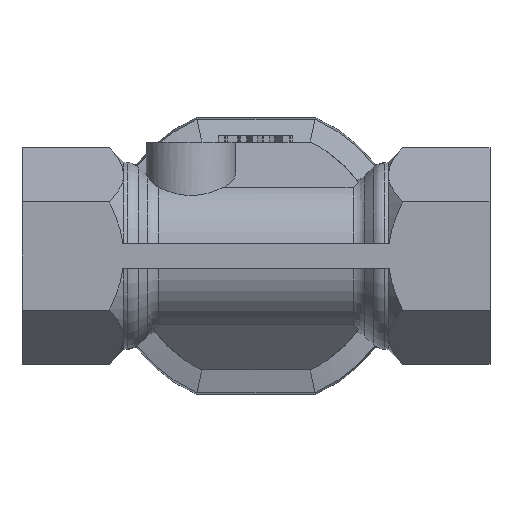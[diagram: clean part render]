
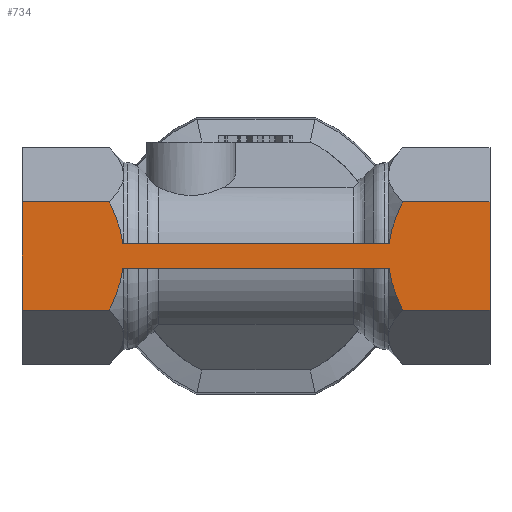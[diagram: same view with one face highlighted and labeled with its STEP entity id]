
A CAD part, front view. The second image highlights one B-rep face of the part: STEP entity #734.
In plain terms, the highlighted planar face has unit normal (0, -1, 0).
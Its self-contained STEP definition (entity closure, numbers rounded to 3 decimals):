
#41 = CARTESIAN_POINT ( 'NONE',  ( 32.695, -23., 3. ) ) ;
#52 = CARTESIAN_POINT ( 'NONE',  ( 36.058, -23., -13.279 ) ) ;
#153 = EDGE_LOOP ( 'NONE', ( #6737, #6738, #6739, #6740, #6741, #6742, #6743, #6744, #6745, #6746, #6747, #6748 ) ) ;
#461 = VERTEX_POINT ( 'NONE', #2733 ) ;
#464 = VERTEX_POINT ( 'NONE', #2720 ) ;
#489 = VERTEX_POINT ( 'NONE', #41 ) ;
#492 = VERTEX_POINT ( 'NONE', #52 ) ;
#506 = VERTEX_POINT ( 'NONE', #2642 ) ;
#512 = VERTEX_POINT ( 'NONE', #8324 ) ;
#549 = VERTEX_POINT ( 'NONE', #7478 ) ;
#557 = VERTEX_POINT ( 'NONE', #7486 ) ;
#565 = VERTEX_POINT ( 'NONE', #7494 ) ;
#734 = ADVANCED_FACE ( 'NONE', ( #2057 ), #1781, .T. ) ;
#857 = B_SPLINE_CURVE_WITH_KNOTS ( 'NONE', 3,
 ( #3024, #3023, #3036, #3037, #3038, #3039, #3040, #3041 ),
 .UNSPECIFIED., .F., .F.,
 ( 4, 2, 2, 4 ),
 ( 0.012, 0.017, 0.02, 0.022 ),
 .UNSPECIFIED. ) ;
#866 = B_SPLINE_CURVE_WITH_KNOTS ( 'NONE', 3,
 ( #3122, #3110, #3125, #3126, #3127, #3128, #3129, #3130 ),
 .UNSPECIFIED., .F., .F.,
 ( 4, 2, 2, 4 ),
 ( 0.012, 0.017, 0.02, 0.022 ),
 .UNSPECIFIED. ) ;
#867 = B_SPLINE_CURVE_WITH_KNOTS ( 'NONE', 3,
 ( #3132, #3109, #3135, #3136, #3137, #3138, #3139, #3140 ),
 .UNSPECIFIED., .F., .F.,
 ( 4, 2, 2, 4 ),
 ( 0.012, 0.017, 0.02, 0.022 ),
 .UNSPECIFIED. ) ;
#868 = B_SPLINE_CURVE_WITH_KNOTS ( 'NONE', 3,
 ( #3147, #3144, #3149, #3150, #3151, #3152, #3153, #3154 ),
 .UNSPECIFIED., .F., .F.,
 ( 4, 2, 2, 4 ),
 ( 0.012, 0.017, 0.02, 0.022 ),
 .UNSPECIFIED. ) ;
#1767 = CARTESIAN_POINT ( 'NONE',  ( 32.5, -23., 0. ) ) ;
#1781 = PLANE ( 'NONE',  #7401 ) ;
#1785 = DIRECTION ( 'NONE',  ( 0., -1., 0. ) ) ;
#1787 = DIRECTION ( 'NONE',  ( 0., 0., -1. ) ) ;
#2057 = FACE_OUTER_BOUND ( 'NONE', #153, .T. ) ;
#2642 = CARTESIAN_POINT ( 'NONE',  ( -57.5, -23., 13.279 ) ) ;
#2648 = VERTEX_POINT ( 'NONE', #8108 ) ;
#2649 = VERTEX_POINT ( 'NONE', #8105 ) ;
#2652 = VERTEX_POINT ( 'NONE', #8112 ) ;
#2720 = CARTESIAN_POINT ( 'NONE',  ( 36.058, -23., 13.279 ) ) ;
#2733 = CARTESIAN_POINT ( 'NONE',  ( -57.5, -23., -13.279 ) ) ;
#3023 = CARTESIAN_POINT ( 'NONE',  ( 32.928, -23., -4.8 ) ) ;
#3024 = CARTESIAN_POINT ( 'NONE',  ( 32.695, -23., -3. ) ) ;
#3036 = CARTESIAN_POINT ( 'NONE',  ( 33.36, -23., -6.549 ) ) ;
#3037 = CARTESIAN_POINT ( 'NONE',  ( 34.228, -23., -9.116 ) ) ;
#3038 = CARTESIAN_POINT ( 'NONE',  ( 34.554, -23., -9.963 ) ) ;
#3039 = CARTESIAN_POINT ( 'NONE',  ( 35.267, -23., -11.641 ) ) ;
#3040 = CARTESIAN_POINT ( 'NONE',  ( 35.653, -23., -12.468 ) ) ;
#3041 = CARTESIAN_POINT ( 'NONE',  ( 36.058, -23., -13.279 ) ) ;
#3068 = CARTESIAN_POINT ( 'NONE',  ( 32.5, -23., -13.279 ) ) ;
#3080 = DIRECTION ( 'NONE',  ( 1., 0., 0. ) ) ;
#3109 = CARTESIAN_POINT ( 'NONE',  ( -32.928, -23., 4.8 ) ) ;
#3110 = CARTESIAN_POINT ( 'NONE',  ( 32.928, -23., 4.8 ) ) ;
#3117 = CARTESIAN_POINT ( 'NONE',  ( 40., -23., -3. ) ) ;
#3118 = DIRECTION ( 'NONE',  ( 1., 0., 0. ) ) ;
#3119 = CARTESIAN_POINT ( 'NONE',  ( 57.5, -23., 0. ) ) ;
#3120 = DIRECTION ( 'NONE',  ( 0., 0., -1. ) ) ;
#3121 = CARTESIAN_POINT ( 'NONE',  ( 32.5, -23., 13.279 ) ) ;
#3122 = CARTESIAN_POINT ( 'NONE',  ( 32.695, -23., 3. ) ) ;
#3123 = DIRECTION ( 'NONE',  ( 1., 0., 0. ) ) ;
#3124 = CARTESIAN_POINT ( 'NONE',  ( 40., -23., 3. ) ) ;
#3125 = CARTESIAN_POINT ( 'NONE',  ( 33.36, -23., 6.549 ) ) ;
#3126 = CARTESIAN_POINT ( 'NONE',  ( 34.228, -23., 9.116 ) ) ;
#3127 = CARTESIAN_POINT ( 'NONE',  ( 34.554, -23., 9.963 ) ) ;
#3128 = CARTESIAN_POINT ( 'NONE',  ( 35.267, -23., 11.641 ) ) ;
#3129 = CARTESIAN_POINT ( 'NONE',  ( 35.653, -23., 12.468 ) ) ;
#3130 = CARTESIAN_POINT ( 'NONE',  ( 36.058, -23., 13.279 ) ) ;
#3131 = DIRECTION ( 'NONE',  ( 1., 0., 0. ) ) ;
#3132 = CARTESIAN_POINT ( 'NONE',  ( -32.695, -23., 3. ) ) ;
#3134 = CARTESIAN_POINT ( 'NONE',  ( -32.5, -23., -13.279 ) ) ;
#3135 = CARTESIAN_POINT ( 'NONE',  ( -33.36, -23., 6.549 ) ) ;
#3136 = CARTESIAN_POINT ( 'NONE',  ( -34.228, -23., 9.116 ) ) ;
#3137 = CARTESIAN_POINT ( 'NONE',  ( -34.554, -23., 9.963 ) ) ;
#3138 = CARTESIAN_POINT ( 'NONE',  ( -35.267, -23., 11.641 ) ) ;
#3139 = CARTESIAN_POINT ( 'NONE',  ( -35.653, -23., 12.468 ) ) ;
#3140 = CARTESIAN_POINT ( 'NONE',  ( -36.058, -23., 13.279 ) ) ;
#3141 = CARTESIAN_POINT ( 'NONE',  ( -32.5, -23., 13.279 ) ) ;
#3142 = DIRECTION ( 'NONE',  ( -1., 0., 0. ) ) ;
#3143 = CARTESIAN_POINT ( 'NONE',  ( -57.5, -23., 0. ) ) ;
#3144 = CARTESIAN_POINT ( 'NONE',  ( -32.928, -23., -4.8 ) ) ;
#3145 = DIRECTION ( 'NONE',  ( 0., 0., 1. ) ) ;
#3146 = DIRECTION ( 'NONE',  ( -1., 0., 0. ) ) ;
#3147 = CARTESIAN_POINT ( 'NONE',  ( -32.695, -23., -3. ) ) ;
#3149 = CARTESIAN_POINT ( 'NONE',  ( -33.36, -23., -6.549 ) ) ;
#3150 = CARTESIAN_POINT ( 'NONE',  ( -34.228, -23., -9.116 ) ) ;
#3151 = CARTESIAN_POINT ( 'NONE',  ( -34.554, -23., -9.963 ) ) ;
#3152 = CARTESIAN_POINT ( 'NONE',  ( -35.267, -23., -11.641 ) ) ;
#3153 = CARTESIAN_POINT ( 'NONE',  ( -35.653, -23., -12.468 ) ) ;
#3154 = CARTESIAN_POINT ( 'NONE',  ( -36.058, -23., -13.279 ) ) ;
#3357 = LINE ( 'NONE', #3068, #3362 ) ;
#3362 = VECTOR ( 'NONE', #3080, 1000. ) ;
#3371 = LINE ( 'NONE', #3134, #3388 ) ;
#3373 = LINE ( 'NONE', #3119, #3378 ) ;
#3375 = LINE ( 'NONE', #3117, #3376 ) ;
#3376 = VECTOR ( 'NONE', #3118, 1000. ) ;
#3377 = LINE ( 'NONE', #3121, #3380 ) ;
#3378 = VECTOR ( 'NONE', #3120, 1000. ) ;
#3379 = LINE ( 'NONE', #3124, #3382 ) ;
#3380 = VECTOR ( 'NONE', #3123, 1000. ) ;
#3381 = LINE ( 'NONE', #3143, #3386 ) ;
#3382 = VECTOR ( 'NONE', #3131, 1000. ) ;
#3383 = LINE ( 'NONE', #3141, #3384 ) ;
#3384 = VECTOR ( 'NONE', #3142, 1000. ) ;
#3386 = VECTOR ( 'NONE', #3145, 1000. ) ;
#3388 = VECTOR ( 'NONE', #3146, 1000. ) ;
#6737 = ORIENTED_EDGE ( 'NONE', *, *, #6813, .T. ) ;
#6738 = ORIENTED_EDGE ( 'NONE', *, *, #6795, .T. ) ;
#6739 = ORIENTED_EDGE ( 'NONE', *, *, #6803, .T. ) ;
#6740 = ORIENTED_EDGE ( 'NONE', *, *, #6814, .F. ) ;
#6741 = ORIENTED_EDGE ( 'NONE', *, *, #6815, .F. ) ;
#6742 = ORIENTED_EDGE ( 'NONE', *, *, #6816, .F. ) ;
#6743 = ORIENTED_EDGE ( 'NONE', *, *, #6817, .F. ) ;
#6744 = ORIENTED_EDGE ( 'NONE', *, *, #6818, .T. ) ;
#6745 = ORIENTED_EDGE ( 'NONE', *, *, #6819, .T. ) ;
#6746 = ORIENTED_EDGE ( 'NONE', *, *, #6820, .F. ) ;
#6747 = ORIENTED_EDGE ( 'NONE', *, *, #6821, .F. ) ;
#6748 = ORIENTED_EDGE ( 'NONE', *, *, #6822, .F. ) ;
#6795 = EDGE_CURVE ( 'NONE', #557, #492, #857, .T. ) ;
#6803 = EDGE_CURVE ( 'NONE', #492, #565, #3357, .T. ) ;
#6813 = EDGE_CURVE ( 'NONE', #2652, #557, #3375, .T. ) ;
#6814 = EDGE_CURVE ( 'NONE', #549, #565, #3373, .T. ) ;
#6815 = EDGE_CURVE ( 'NONE', #464, #549, #3377, .T. ) ;
#6816 = EDGE_CURVE ( 'NONE', #489, #464, #866, .T. ) ;
#6817 = EDGE_CURVE ( 'NONE', #2649, #489, #3379, .T. ) ;
#6818 = EDGE_CURVE ( 'NONE', #2649, #512, #867, .T. ) ;
#6819 = EDGE_CURVE ( 'NONE', #512, #506, #3383, .T. ) ;
#6820 = EDGE_CURVE ( 'NONE', #461, #506, #3381, .T. ) ;
#6821 = EDGE_CURVE ( 'NONE', #2648, #461, #3371, .T. ) ;
#6822 = EDGE_CURVE ( 'NONE', #2652, #2648, #868, .T. ) ;
#7401 = AXIS2_PLACEMENT_3D ( 'NONE', #1767, #1785, #1787 ) ;
#7478 = CARTESIAN_POINT ( 'NONE',  ( 57.5, -23., 13.279 ) ) ;
#7486 = CARTESIAN_POINT ( 'NONE',  ( 32.695, -23., -3. ) ) ;
#7494 = CARTESIAN_POINT ( 'NONE',  ( 57.5, -23., -13.279 ) ) ;
#8105 = CARTESIAN_POINT ( 'NONE',  ( -32.695, -23., 3. ) ) ;
#8108 = CARTESIAN_POINT ( 'NONE',  ( -36.058, -23., -13.279 ) ) ;
#8112 = CARTESIAN_POINT ( 'NONE',  ( -32.695, -23., -3. ) ) ;
#8324 = CARTESIAN_POINT ( 'NONE',  ( -36.058, -23., 13.279 ) ) ;
